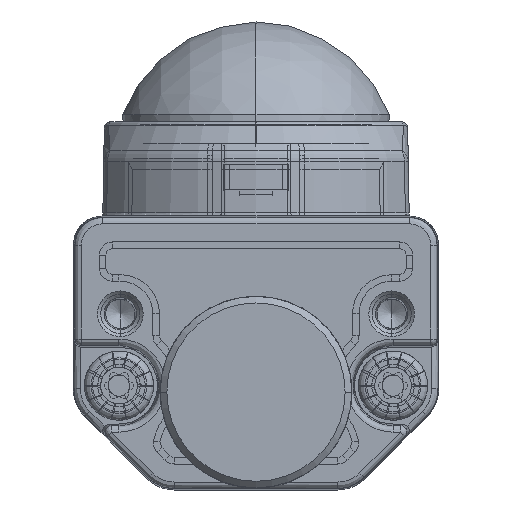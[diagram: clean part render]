
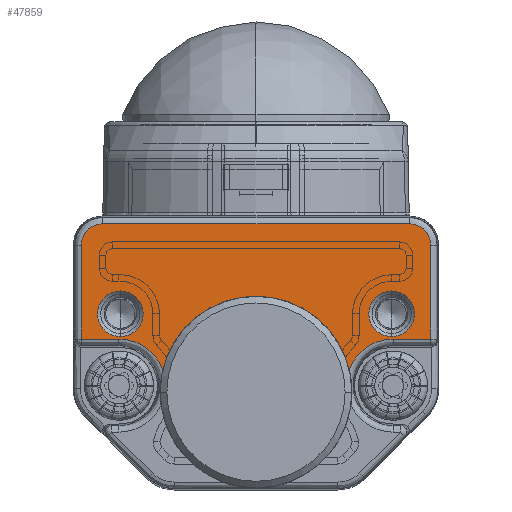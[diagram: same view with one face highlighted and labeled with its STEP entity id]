
A CAD part, left-side view. The second image highlights one B-rep face of the part: STEP entity #47859.
In plain terms, the highlighted face is planar.
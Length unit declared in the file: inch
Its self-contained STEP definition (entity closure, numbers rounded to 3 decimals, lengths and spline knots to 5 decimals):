
#44554=CARTESIAN_POINT('',(13.,8.,10.5));
#44555=DIRECTION('',(-1.,0.,0.));
#44556=DIRECTION('',(0.,1.,0.));
#44557=AXIS2_PLACEMENT_3D('',#44554,#44555,#44556);
#44559=DIRECTION('',(0.,0.,-1.));
#44560=VECTOR('',#44559,2.8909);
#44561=CARTESIAN_POINT('',(13.,11.56353,13.3909));
#44562=LINE('',#44561,#44560);
#44563=DIRECTION('',(0.,-1.,0.));
#44564=VECTOR('',#44563,7.18647);
#44565=CARTESIAN_POINT('',(13.,18.75,13.3909));
#44566=LINE('',#44565,#44564);
#44567=CARTESIAN_POINT('',(13.,18.75,11.75));
#44568=DIRECTION('',(1.,0.,0.));
#44569=DIRECTION('',(0.,1.,0.));
#44570=AXIS2_PLACEMENT_3D('',#44567,#44568,#44569);
#44572=DIRECTION('',(0.,0.,1.));
#44573=VECTOR('',#44572,23.5);
#44574=CARTESIAN_POINT('',(13.,20.3909,-11.75));
#44575=LINE('',#44574,#44573);
#44576=CARTESIAN_POINT('',(13.,18.75,-11.75));
#44577=DIRECTION('',(1.,0.,0.));
#44578=DIRECTION('',(0.,0.,-1.));
#44579=AXIS2_PLACEMENT_3D('',#44576,#44577,#44578);
#44581=DIRECTION('',(0.,1.,0.));
#44582=VECTOR('',#44581,7.18647);
#44583=CARTESIAN_POINT('',(13.,11.56353,-13.3909));
#44584=LINE('',#44583,#44582);
#44585=DIRECTION('',(0.,0.,-1.));
#44586=VECTOR('',#44585,2.8909);
#44587=CARTESIAN_POINT('',(13.,11.56353,-10.5));
#44588=LINE('',#44587,#44586);
#44589=CARTESIAN_POINT('',(13.,8.,-10.5));
#44590=DIRECTION('',(-1.,0.,0.));
#44591=DIRECTION('',(0.,0.34,0.941));
#44592=AXIS2_PLACEMENT_3D('',#44589,#44590,#44591);
#44594=CARTESIAN_POINT('',(13.,7.5,0.));
#44595=DIRECTION('',(1.,0.,0.));
#44596=DIRECTION('',(0.,0.233,-0.973));
#44597=AXIS2_PLACEMENT_3D('',#44594,#44595,#44596);
#44653=CARTESIAN_POINT('',(13.,13.5,-10.3923));
#44654=DIRECTION('',(-1.,0.,0.));
#44655=DIRECTION('',(0.,1.,0.));
#44656=AXIS2_PLACEMENT_3D('',#44653,#44654,#44655);
#44658=CARTESIAN_POINT('',(13.,13.5,-10.3923));
#44659=DIRECTION('',(-1.,0.,0.));
#44660=DIRECTION('',(0.,-1.,0.));
#44661=AXIS2_PLACEMENT_3D('',#44658,#44659,#44660);
#44663=CARTESIAN_POINT('',(13.,13.5,10.3923));
#44664=DIRECTION('',(-1.,0.,0.));
#44665=DIRECTION('',(0.,1.,0.));
#44666=AXIS2_PLACEMENT_3D('',#44663,#44664,#44665);
#44668=CARTESIAN_POINT('',(13.,13.5,10.3923));
#44669=DIRECTION('',(-1.,0.,0.));
#44670=DIRECTION('',(0.,-1.,0.));
#44671=AXIS2_PLACEMENT_3D('',#44668,#44669,#44670);
#45310=CARTESIAN_POINT('',(13.,20.3909,11.75));
#45311=CARTESIAN_POINT('',(13.,18.75,13.3909));
#45312=VERTEX_POINT('',#45310);
#45313=VERTEX_POINT('',#45311);
#45318=CARTESIAN_POINT('',(13.,20.3909,-11.75));
#45319=VERTEX_POINT('',#45318);
#45322=CARTESIAN_POINT('',(13.,18.75,-13.3909));
#45323=VERTEX_POINT('',#45322);
#45358=CARTESIAN_POINT('',(13.,11.56353,10.5));
#45359=CARTESIAN_POINT('',(13.,9.21015,7.14824));
#45360=VERTEX_POINT('',#45358);
#45361=VERTEX_POINT('',#45359);
#45390=CARTESIAN_POINT('',(13.,11.56353,13.3909));
#45391=VERTEX_POINT('',#45390);
#45400=CARTESIAN_POINT('',(13.,9.21015,-7.14824));
#45401=CARTESIAN_POINT('',(13.,11.56353,-10.5));
#45402=VERTEX_POINT('',#45400);
#45403=VERTEX_POINT('',#45401);
#45432=CARTESIAN_POINT('',(13.,11.56353,-13.3909));
#45433=VERTEX_POINT('',#45432);
#45632=CARTESIAN_POINT('',(13.,15.25,-10.3923));
#45633=CARTESIAN_POINT('',(13.,11.75,-10.3923));
#45634=VERTEX_POINT('',#45632);
#45635=VERTEX_POINT('',#45633);
#45636=CARTESIAN_POINT('',(13.,15.25,10.3923));
#45637=CARTESIAN_POINT('',(13.,11.75,10.3923));
#45638=VERTEX_POINT('',#45636);
#45639=VERTEX_POINT('',#45637);
#47820=CARTESIAN_POINT('',(13.,0.,0.));
#47821=DIRECTION('',(1.,0.,0.));
#47822=DIRECTION('',(0.,0.,-1.));
#47823=AXIS2_PLACEMENT_3D('',#47820,#47821,#47822);
#47824=PLANE('',#47823);
#47826=ORIENTED_EDGE('',*,*,#47825,.F.);
#47828=ORIENTED_EDGE('',*,*,#47827,.F.);
#47830=ORIENTED_EDGE('',*,*,#47829,.F.);
#47832=ORIENTED_EDGE('',*,*,#47831,.F.);
#47834=ORIENTED_EDGE('',*,*,#47833,.F.);
#47836=ORIENTED_EDGE('',*,*,#47835,.F.);
#47838=ORIENTED_EDGE('',*,*,#47837,.F.);
#47840=ORIENTED_EDGE('',*,*,#47839,.F.);
#47842=ORIENTED_EDGE('',*,*,#47841,.F.);
#47844=ORIENTED_EDGE('',*,*,#47843,.T.);
#47845=EDGE_LOOP('',(#47826,#47828,#47830,#47832,#47834,#47836,#47838,#47840,
#47842,#47844));
#47846=FACE_OUTER_BOUND('',#47845,.F.);
#47848=ORIENTED_EDGE('',*,*,#47847,.F.);
#47850=ORIENTED_EDGE('',*,*,#47849,.F.);
#47851=EDGE_LOOP('',(#47848,#47850));
#47852=FACE_BOUND('',#47851,.F.);
#47854=ORIENTED_EDGE('',*,*,#47853,.F.);
#47856=ORIENTED_EDGE('',*,*,#47855,.F.);
#47857=EDGE_LOOP('',(#47854,#47856));
#47858=FACE_BOUND('',#47857,.F.);
#47859=ADVANCED_FACE('',(#47846,#47852,#47858),#47824,.T.);
#44558=CIRCLE('',#44557,3.56353);
#44571=CIRCLE('',#44570,1.6409);
#44580=CIRCLE('',#44579,1.6409);
#44593=CIRCLE('',#44592,3.56353);
#44598=CIRCLE('',#44597,7.35);
#44657=CIRCLE('',#44656,1.75);
#44662=CIRCLE('',#44661,1.75);
#44667=CIRCLE('',#44666,1.75);
#44672=CIRCLE('',#44671,1.75);
#47825=EDGE_CURVE('',#45360,#45361,#44558,.T.);
#47827=EDGE_CURVE('',#45391,#45360,#44562,.T.);
#47829=EDGE_CURVE('',#45313,#45391,#44566,.T.);
#47831=EDGE_CURVE('',#45312,#45313,#44571,.T.);
#47833=EDGE_CURVE('',#45319,#45312,#44575,.T.);
#47835=EDGE_CURVE('',#45323,#45319,#44580,.T.);
#47837=EDGE_CURVE('',#45433,#45323,#44584,.T.);
#47839=EDGE_CURVE('',#45403,#45433,#44588,.T.);
#47841=EDGE_CURVE('',#45402,#45403,#44593,.T.);
#47843=EDGE_CURVE('',#45402,#45361,#44598,.T.);
#47847=EDGE_CURVE('',#45634,#45635,#44657,.T.);
#47849=EDGE_CURVE('',#45635,#45634,#44662,.T.);
#47853=EDGE_CURVE('',#45638,#45639,#44667,.T.);
#47855=EDGE_CURVE('',#45639,#45638,#44672,.T.);
